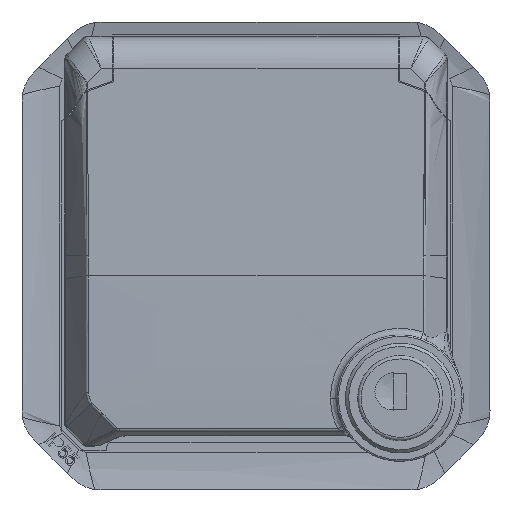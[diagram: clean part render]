
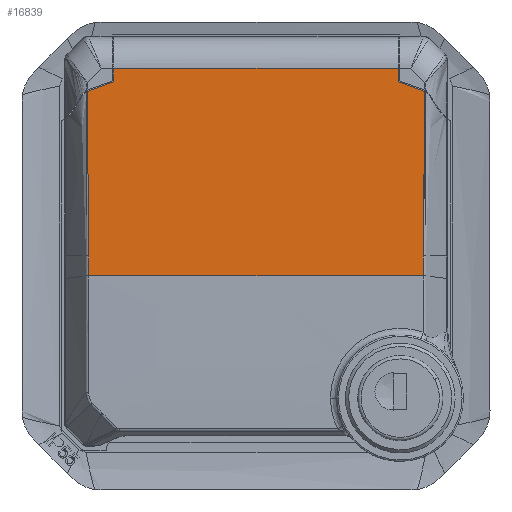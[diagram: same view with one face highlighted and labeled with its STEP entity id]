
A CAD part, top view. The second image highlights one B-rep face of the part: STEP entity #16839.
In plain terms, the highlighted planar face has unit normal (0, -0.005, -1).
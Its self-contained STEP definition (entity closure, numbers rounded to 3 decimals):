
#16776=AXIS2_PLACEMENT_3D('Plane Axis2P3D',#16773,#16774,#16775) ;
#7116=CARTESIAN_POINT('Vertex',(-25.158,-3.,6.539)) ;
#7119=CARTESIAN_POINT('Line Origine',(0.,-3.,6.539)) ;
#7123=CARTESIAN_POINT('Vertex',(25.158,-3.,6.539)) ;
#8252=CARTESIAN_POINT('Vertex',(-25.158,0.001,6.525)) ;
#8258=CARTESIAN_POINT('Control Point',(-25.158,0.001,6.525)) ;
#8259=CARTESIAN_POINT('Control Point',(-25.158,-0.256,6.527)) ;
#8260=CARTESIAN_POINT('Control Point',(-25.158,-0.556,6.528)) ;
#8261=CARTESIAN_POINT('Control Point',(-25.158,-0.906,6.53)) ;
#8262=CARTESIAN_POINT('Control Point',(-25.158,-1.493,6.532)) ;
#8263=CARTESIAN_POINT('Control Point',(-25.158,-2.078,6.535)) ;
#8264=CARTESIAN_POINT('Control Point',(-25.158,-2.368,6.536)) ;
#8265=CARTESIAN_POINT('Control Point',(-25.158,-2.672,6.538)) ;
#8266=CARTESIAN_POINT('Control Point',(-25.158,-3.,6.539)) ;
#9385=CARTESIAN_POINT('Vertex',(-25.4,24.761,6.41)) ;
#9389=CARTESIAN_POINT('Control Point',(-25.158,0.001,6.525)) ;
#9390=CARTESIAN_POINT('Control Point',(-25.158,1.477,6.519)) ;
#9391=CARTESIAN_POINT('Control Point',(-25.16,2.954,6.512)) ;
#9392=CARTESIAN_POINT('Control Point',(-25.164,4.43,6.505)) ;
#9393=CARTESIAN_POINT('Control Point',(-25.175,7.382,6.491)) ;
#9394=CARTESIAN_POINT('Control Point',(-25.194,10.333,6.477)) ;
#9395=CARTESIAN_POINT('Control Point',(-25.206,11.809,6.47)) ;
#9396=CARTESIAN_POINT('Control Point',(-25.228,14.017,6.46)) ;
#9397=CARTESIAN_POINT('Control Point',(-25.255,16.22,6.45)) ;
#9398=CARTESIAN_POINT('Control Point',(-25.265,16.953,6.447)) ;
#9399=CARTESIAN_POINT('Control Point',(-25.286,18.413,6.44)) ;
#9400=CARTESIAN_POINT('Control Point',(-25.31,19.868,6.433)) ;
#9401=CARTESIAN_POINT('Control Point',(-25.322,20.596,6.43)) ;
#9402=CARTESIAN_POINT('Control Point',(-25.345,21.867,6.424)) ;
#9403=CARTESIAN_POINT('Control Point',(-25.369,23.132,6.418)) ;
#9404=CARTESIAN_POINT('Control Point',(-25.379,23.675,6.415)) ;
#9405=CARTESIAN_POINT('Control Point',(-25.39,24.218,6.413)) ;
#9406=CARTESIAN_POINT('Control Point',(-25.4,24.761,6.41)) ;
#14447=CARTESIAN_POINT('Vertex',(-21.4,28.222,6.394)) ;
#14464=CARTESIAN_POINT('Vertex',(21.4,28.222,6.394)) ;
#14467=CARTESIAN_POINT('Line Origine',(0.,28.222,6.394)) ;
#15015=CARTESIAN_POINT('Vertex',(25.158,0.001,6.525)) ;
#15019=CARTESIAN_POINT('Control Point',(25.158,0.001,6.525)) ;
#15020=CARTESIAN_POINT('Control Point',(25.158,1.477,6.519)) ;
#15021=CARTESIAN_POINT('Control Point',(25.16,2.954,6.512)) ;
#15022=CARTESIAN_POINT('Control Point',(25.164,4.43,6.505)) ;
#15023=CARTESIAN_POINT('Control Point',(25.175,7.382,6.491)) ;
#15024=CARTESIAN_POINT('Control Point',(25.194,10.333,6.477)) ;
#15025=CARTESIAN_POINT('Control Point',(25.206,11.809,6.47)) ;
#15026=CARTESIAN_POINT('Control Point',(25.228,14.017,6.46)) ;
#15027=CARTESIAN_POINT('Control Point',(25.255,16.22,6.45)) ;
#15028=CARTESIAN_POINT('Control Point',(25.265,16.953,6.447)) ;
#15029=CARTESIAN_POINT('Control Point',(25.286,18.413,6.44)) ;
#15030=CARTESIAN_POINT('Control Point',(25.31,19.868,6.433)) ;
#15031=CARTESIAN_POINT('Control Point',(25.322,20.596,6.43)) ;
#15032=CARTESIAN_POINT('Control Point',(25.345,21.867,6.424)) ;
#15033=CARTESIAN_POINT('Control Point',(25.369,23.132,6.418)) ;
#15034=CARTESIAN_POINT('Control Point',(25.379,23.675,6.415)) ;
#15035=CARTESIAN_POINT('Control Point',(25.39,24.218,6.413)) ;
#15036=CARTESIAN_POINT('Control Point',(25.4,24.761,6.41)) ;
#15037=CARTESIAN_POINT('Vertex',(25.4,24.761,6.41)) ;
#16753=CARTESIAN_POINT('Control Point',(25.158,-3.,6.539)) ;
#16754=CARTESIAN_POINT('Control Point',(25.158,-2.904,6.539)) ;
#16755=CARTESIAN_POINT('Control Point',(25.158,-2.815,6.539)) ;
#16756=CARTESIAN_POINT('Control Point',(25.158,-2.734,6.538)) ;
#16757=CARTESIAN_POINT('Control Point',(25.158,-2.154,6.535)) ;
#16758=CARTESIAN_POINT('Control Point',(25.158,-1.572,6.533)) ;
#16759=CARTESIAN_POINT('Control Point',(25.158,-1.062,6.53)) ;
#16760=CARTESIAN_POINT('Control Point',(25.158,-0.544,6.528)) ;
#16761=CARTESIAN_POINT('Control Point',(25.158,-0.026,6.526)) ;
#16762=CARTESIAN_POINT('Control Point',(25.158,-0.017,6.525)) ;
#16763=CARTESIAN_POINT('Control Point',(25.158,-0.008,6.525)) ;
#16764=CARTESIAN_POINT('Control Point',(25.158,0.001,6.525)) ;
#16773=CARTESIAN_POINT('Axis2P3D Location',(0.,-3.,6.539)) ;
#16779=CARTESIAN_POINT('Control Point',(-25.4,24.761,6.41)) ;
#16780=CARTESIAN_POINT('Control Point',(-24.601,25.049,6.409)) ;
#16781=CARTESIAN_POINT('Control Point',(-23.801,25.338,6.407)) ;
#16782=CARTESIAN_POINT('Control Point',(-23.002,25.626,6.406)) ;
#16783=CARTESIAN_POINT('Control Point',(-22.203,25.915,6.405)) ;
#16784=CARTESIAN_POINT('Control Point',(-21.403,26.203,6.403)) ;
#16785=CARTESIAN_POINT('Vertex',(-21.403,26.203,6.403)) ;
#16789=CARTESIAN_POINT('Control Point',(-21.403,26.203,6.403)) ;
#16790=CARTESIAN_POINT('Control Point',(-21.403,26.203,6.403)) ;
#16791=CARTESIAN_POINT('Control Point',(-21.402,26.203,6.403)) ;
#16792=CARTESIAN_POINT('Control Point',(-21.402,26.204,6.403)) ;
#16793=CARTESIAN_POINT('Control Point',(-21.401,26.204,6.403)) ;
#16794=CARTESIAN_POINT('Control Point',(-21.401,26.204,6.403)) ;
#16795=CARTESIAN_POINT('Vertex',(-21.401,26.204,6.403)) ;
#16798=CARTESIAN_POINT('Line Origine',(-21.401,26.613,6.402)) ;
#16802=CARTESIAN_POINT('Vertex',(-21.401,27.023,6.4)) ;
#16805=CARTESIAN_POINT('Line Origine',(-21.4,27.622,6.397)) ;
#16810=CARTESIAN_POINT('Line Origine',(21.4,27.213,6.399)) ;
#16814=CARTESIAN_POINT('Vertex',(21.4,26.204,6.403)) ;
#16818=CARTESIAN_POINT('Control Point',(25.4,24.761,6.41)) ;
#16819=CARTESIAN_POINT('Control Point',(24.6,25.05,6.409)) ;
#16820=CARTESIAN_POINT('Control Point',(23.8,25.338,6.407)) ;
#16821=CARTESIAN_POINT('Control Point',(23.,25.627,6.406)) ;
#16822=CARTESIAN_POINT('Control Point',(22.2,25.916,6.405)) ;
#16823=CARTESIAN_POINT('Control Point',(21.4,26.204,6.403)) ;
#7120=DIRECTION('Vector Direction',(1.,0.,0.)) ;
#14468=DIRECTION('Vector Direction',(-1.,0.,0.)) ;
#16774=DIRECTION('Axis2P3D Direction',(0.,-0.005,-1.)) ;
#16775=DIRECTION('Axis2P3D XDirection',(0.,1.,-0.005)) ;
#16799=DIRECTION('Vector Direction',(0.,1.,-0.005)) ;
#16806=DIRECTION('Vector Direction',(0.,1.,-0.005)) ;
#16811=DIRECTION('Vector Direction',(0.,1.,-0.005)) ;
#7121=VECTOR('Line Direction',#7120,1.) ;
#14469=VECTOR('Line Direction',#14468,1.) ;
#16800=VECTOR('Line Direction',#16799,1.) ;
#16807=VECTOR('Line Direction',#16806,1.) ;
#16812=VECTOR('Line Direction',#16811,1.) ;
#16826=ORIENTED_EDGE('',*,*,#9407,.F.) ;
#16827=ORIENTED_EDGE('',*,*,#16787,.T.) ;
#16828=ORIENTED_EDGE('',*,*,#16797,.T.) ;
#16829=ORIENTED_EDGE('',*,*,#16804,.T.) ;
#16830=ORIENTED_EDGE('',*,*,#16809,.T.) ;
#16831=ORIENTED_EDGE('',*,*,#14471,.T.) ;
#16832=ORIENTED_EDGE('',*,*,#16816,.F.) ;
#16833=ORIENTED_EDGE('',*,*,#16824,.F.) ;
#16834=ORIENTED_EDGE('',*,*,#15039,.F.) ;
#16835=ORIENTED_EDGE('',*,*,#16765,.F.) ;
#16836=ORIENTED_EDGE('',*,*,#7125,.F.) ;
#16837=ORIENTED_EDGE('',*,*,#8267,.F.) ;
#16839=ADVANCED_FACE('Surface.14',(#16838),#16777,.T.) ;
#8257=B_SPLINE_CURVE_WITH_KNOTS('',5,(#8258,#8259,#8260,#8261,#8262,#8263,#8264,#8265,#8266),.UNSPECIFIED.,.F.,.U.,(6,3,6),(3.805,5.459,8.068),.UNSPECIFIED.) ;
#9388=B_SPLINE_CURVE_WITH_KNOTS('',5,(#9389,#9390,#9391,#9392,#9393,#9394,#9395,#9396,#9397,#9398,#9399,#9400,#9401,#9402,#9403,#9404,#9405,#9406),.UNSPECIFIED.,.F.,.U.,(6,3,3,3,3,6),(13.58,24.395,35.203,40.596,45.963,50.028),.UNSPECIFIED.) ;
#15018=B_SPLINE_CURVE_WITH_KNOTS('',5,(#15019,#15020,#15021,#15022,#15023,#15024,#15025,#15026,#15027,#15028,#15029,#15030,#15031,#15032,#15033,#15034,#15035,#15036),.UNSPECIFIED.,.F.,.U.,(6,3,3,3,3,6),(13.58,24.395,35.203,40.596,45.963,50.028),.UNSPECIFIED.) ;
#16752=B_SPLINE_CURVE_WITH_KNOTS('',5,(#16753,#16754,#16755,#16756,#16757,#16758,#16759,#16760,#16761,#16762,#16763,#16764),.UNSPECIFIED.,.F.,.U.,(6,3,3,6),(2.562,3.119,6.817,6.882),.UNSPECIFIED.) ;
#16778=B_SPLINE_CURVE_WITH_KNOTS('',5,(#16779,#16780,#16781,#16782,#16783,#16784),.UNSPECIFIED.,.F.,.U.,(6,6),(0.038,6.049),.UNSPECIFIED.) ;
#16788=B_SPLINE_CURVE_WITH_KNOTS('',5,(#16789,#16790,#16791,#16792,#16793,#16794),.UNSPECIFIED.,.F.,.U.,(6,6),(3.003,3.007),.UNSPECIFIED.) ;
#16817=B_SPLINE_CURVE_WITH_KNOTS('',5,(#16818,#16819,#16820,#16821,#16822,#16823),.UNSPECIFIED.,.F.,.U.,(6,6),(0.038,6.055),.UNSPECIFIED.) ;
#7125=EDGE_CURVE('',#7117,#7124,#7122,.T.) ;
#8267=EDGE_CURVE('',#8253,#7117,#8257,.T.) ;
#9407=EDGE_CURVE('',#9386,#8253,#9388,.F.) ;
#14471=EDGE_CURVE('',#14448,#14465,#14470,.F.) ;
#15039=EDGE_CURVE('',#15016,#15038,#15018,.T.) ;
#16765=EDGE_CURVE('',#7124,#15016,#16752,.T.) ;
#16787=EDGE_CURVE('',#9386,#16786,#16778,.T.) ;
#16797=EDGE_CURVE('',#16786,#16796,#16788,.T.) ;
#16804=EDGE_CURVE('',#16796,#16803,#16801,.T.) ;
#16809=EDGE_CURVE('',#16803,#14448,#16808,.T.) ;
#16816=EDGE_CURVE('',#16815,#14465,#16813,.T.) ;
#16824=EDGE_CURVE('',#15038,#16815,#16817,.T.) ;
#16825=EDGE_LOOP('',(#16826,#16827,#16828,#16829,#16830,#16831,#16832,#16833,#16834,#16835,#16836,#16837)) ;
#16838=FACE_OUTER_BOUND('',#16825,.T.) ;
#7122=LINE('Line',#7119,#7121) ;
#14470=LINE('Line',#14467,#14469) ;
#16801=LINE('Line',#16798,#16800) ;
#16808=LINE('Line',#16805,#16807) ;
#16813=LINE('Line',#16810,#16812) ;
#16777=PLANE('',#16776) ;
#7117=VERTEX_POINT('',#7116) ;
#7124=VERTEX_POINT('',#7123) ;
#8253=VERTEX_POINT('',#8252) ;
#9386=VERTEX_POINT('',#9385) ;
#14448=VERTEX_POINT('',#14447) ;
#14465=VERTEX_POINT('',#14464) ;
#15016=VERTEX_POINT('',#15015) ;
#15038=VERTEX_POINT('',#15037) ;
#16786=VERTEX_POINT('',#16785) ;
#16796=VERTEX_POINT('',#16795) ;
#16803=VERTEX_POINT('',#16802) ;
#16815=VERTEX_POINT('',#16814) ;
